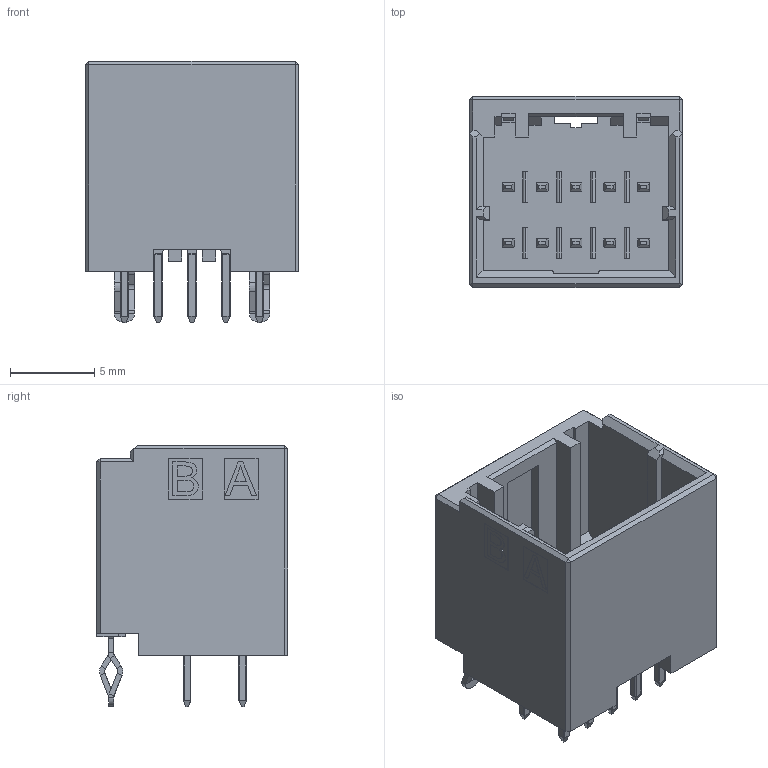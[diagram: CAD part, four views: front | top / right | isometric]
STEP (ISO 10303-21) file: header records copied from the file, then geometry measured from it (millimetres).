
FILE_DESCRIPTION( ('This file contains a STEP AP42 implementation' ,'as created by ZW3D STEP Interface translator.') ,'2;1' );
FILE_NAME( 'WD2000-2WS05XXBT01W.stp' ,'2312 4.15 155', (''), ('ZWCAD Software Co.'), 'Version 1.0', 'ZW3D to STEP translator', '' );
FILE_SCHEMA(('AUTOMOTIVE_DESIGN { 1 0 10303 214 1 1 1 1 }'));
Length unit declared in the file: millimetre
Products named in the file (2): 0; WD2000-2WS05XXBT01W
Bounding box: 12.6 x 11.32 x 15.5 mm (x, y, z)
Volume: 716 mm3; surface area: 1556.9 mm2
Topology: 1 solids, 1 shells, 909 faces, 2383 edges, 1533 vertices
Faces by surface type: plane 736, cylinder 127, bspline 46
Entity records: 29079 total; most frequent: CARTESIAN_POINT 6096, ORIENTED_EDGE 4766, DIRECTION 4097, EDGE_CURVE 2383, VECTOR 2001, LINE 2001, VERTEX_POINT 1533, AXIS2_PLACEMENT_3D 1048
